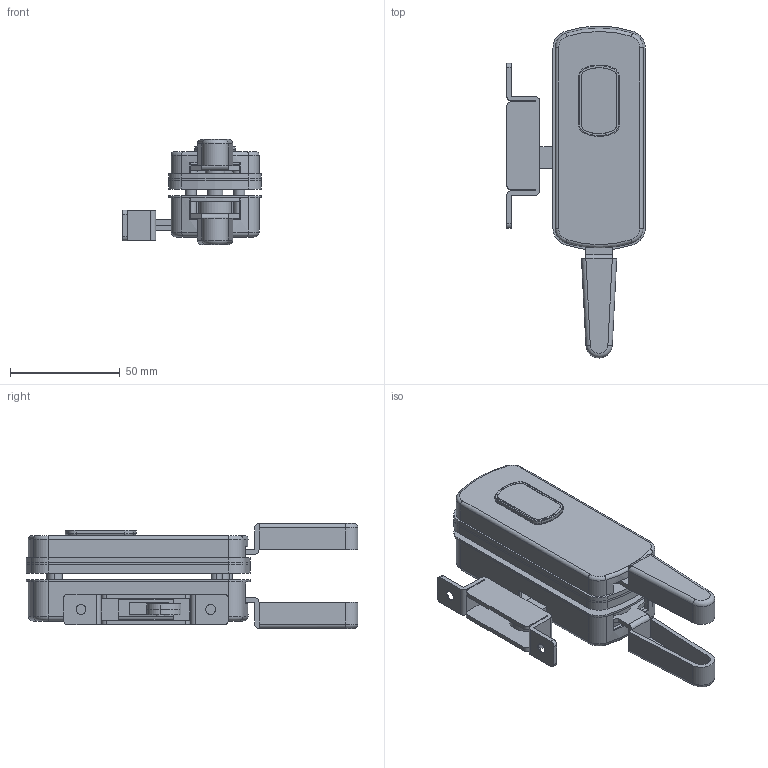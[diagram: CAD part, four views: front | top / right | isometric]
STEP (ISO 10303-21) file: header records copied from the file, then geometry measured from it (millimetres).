
FILE_DESCRIPTION (( 'STEP AP203' ), '1' );
FILE_NAME ('A-1297-2-R.STEP', '2022-01-17T01:13:14', ( '' ), ( '' ), 'SwSTEP 2.0', 'SolidWorks 2021', '' );
FILE_SCHEMA (( 'CONFIG_CONTROL_DESIGN' ));
Length unit declared in the file: millimetre
Products named in the file (33): A-1297-2-R_鍵蓋_; A-1297-2-R_ケース_; A-1297-2-R_受け金具_; A-1297-2-R_十字穴付皿小ねじ_内径基準ver1.02__M4x20十字穴付皿小ねじ(SUS); A-1297-2-R_外部長座組立_; A-1297-2-R_ケース支柱_; A-1297-2-R_内部ハンドル軸カラー_; A-1297-2-R_外部長座ケース_; A-1297-2-R_僷僢僉儞B_; A-1297-2-R_˜ZŠpƒiƒbƒgver1.01__M4ƒiƒbƒg(SUS)1Ží; A-1297-2-R_カバー_; A-1297-2-R_スタッドボルト_; A-1297-2-R; A-1297-2-R_ウェーブワッシャー_; A-1297-2-R_ケース組立_; A-1297-2-R_外部長座カバー_; A-1297-2-R_外部長座フタ_; A-1297-2-R_スプリング掛けピン_; A-1297-2-R_カマカシメピン_; A-1297-2-R_ハンドル連結ピン_; A-1297-2-R_フタ_; A-1297-2-R_カマ組立_; A-1297-2-R_カマ軸_; A-1297-2-R_外部長座取付ネジ足_; A-1297-2-R_カマ_; A-1297-2-R_内部ハンドル_; A-1297-2-R_外部ハンドル_; A-1297-2-R_鍵蓋カバー_; A-1297-2-R_内部錠箱組立_; A-1297-2-R_ハンドル軸_; A-1297-2-R_外部ハンドル軸_; A-1297-2-R_僷僢僉儞A_; A-1297-2-R_カマ軸カラー_
Assembly tree (38 placements, depth 4):
  A-1297-2-R
    A-1297-2-R_内部錠箱組立_
      A-1297-2-R_ケース組立_
        A-1297-2-R_ケース_
      A-1297-2-R_カマ組立_
        A-1297-2-R_カマ_  x2
        A-1297-2-R_スプリング掛けピン_
        A-1297-2-R_カマカシメピン_
      A-1297-2-R_フタ_
      A-1297-2-R_カバー_
      A-1297-2-R_内部ハンドル_
      A-1297-2-R_ケース支柱_
      A-1297-2-R_ハンドル軸_
      A-1297-2-R_カマ軸_
      A-1297-2-R_カマ軸カラー_
      A-1297-2-R_内部ハンドル軸カラー_
    A-1297-2-R_外部長座組立_
      A-1297-2-R_外部長座カバー_
      A-1297-2-R_外部長座ケース_
      A-1297-2-R_鍵蓋_
      A-1297-2-R_外部ハンドル_
      A-1297-2-R_外部長座取付ネジ足_
      A-1297-2-R_外部ハンドル軸_
      A-1297-2-R_ハンドル連結ピン_  x2
      A-1297-2-R_鍵蓋カバー_
      A-1297-2-R_˜ZŠpƒiƒbƒgver1.01__M4ƒiƒbƒg(SUS)1Ží  x2
      A-1297-2-R_ウェーブワッシャー_
      A-1297-2-R_スタッドボルト_  x2
    A-1297-2-R_僷僢僉儞A_  x2
    A-1297-2-R_僷僢僉儞B_
    A-1297-2-R_受け金具_
    A-1297-2-R_十字穴付皿小ねじ_内径基準ver1.02__M4x20十字穴付皿小ねじ(SUS)  x2
    A-1297-2-R_外部長座フタ_
Bounding box: 63 x 151 x 47.8 mm (x, y, z)
Volume: 82060.5 mm3; surface area: 116147.9 mm2
Topology: 34 solids, 34 shells, 1006 faces, 2550 edges, 1622 vertices
Faces by surface type: cylinder 433, plane 417, cone 94, torus 62
Entity records: 30558 total; most frequent: DIRECTION 4933, CARTESIAN_POINT 4836, ORIENTED_EDGE 4406, EDGE_CURVE 2203, AXIS2_PLACEMENT_3D 1858, VERTEX_POINT 1409, LINE 1217, VECTOR 1217
